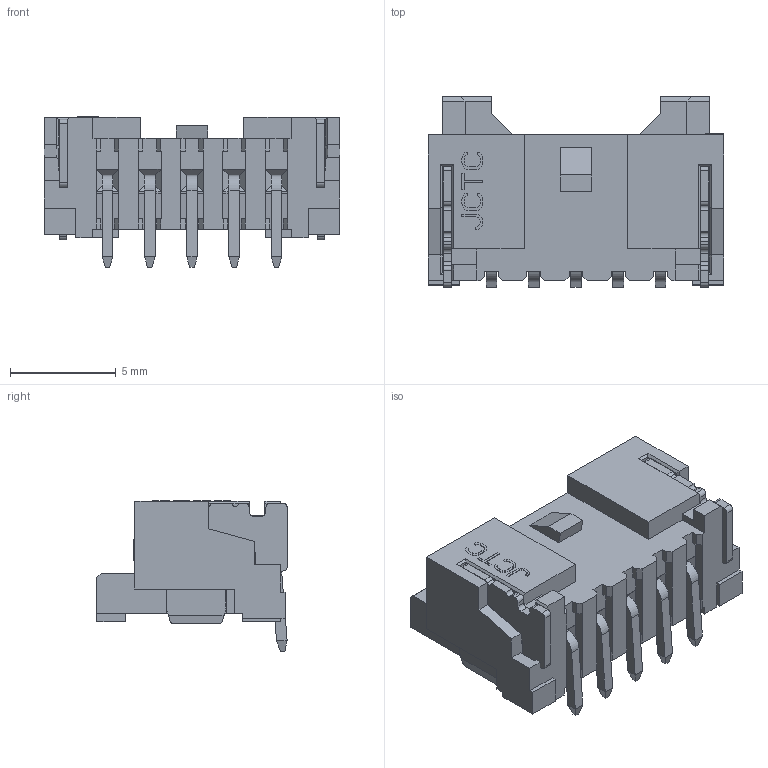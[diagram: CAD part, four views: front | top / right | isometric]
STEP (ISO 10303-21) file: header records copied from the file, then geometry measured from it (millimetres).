
FILE_DESCRIPTION(/* description */ (''),/* implementation_level */ '2;1');
FILE_NAME(/* name */ '12002W00-5P-SA-XX.stp',/* time_stamp */ '2017-12-11T11:33:02+08:00',/* author */ (''),/* organization */ (''),/* preprocessor_version */ 'ST-DEVELOPER v15',/* originating_system */ 'SIEMENS PLM Software NX 8.5',/* authorisation */ '');
FILE_SCHEMA (('CONFIG_CONTROL_DESIGN'));
Length unit declared in the file: millimetre
Products named in the file (5): 12002B00-6P-SA_; 12002M9B; PRT0001; 12002W00-SA-PIN; 12002W00-5P-SA-XX_stp
Assembly tree (8 placements, depth 2):
  12002W00-5P-SA-XX_stp
    12002W00-SA-PIN  x5
    PRT0001
    12002M9B
    12002B00-6P-SA_
Bounding box: 14 x 9 x 7.13 mm (x, y, z)
Volume: 327.4 mm3; surface area: 917.4 mm2
Topology: 8 solids, 8 shells, 621 faces, 1715 edges, 1110 vertices
Faces by surface type: plane 561, cylinder 60
Entity records: 17973 total; most frequent: CARTESIAN_POINT 3095, ORIENTED_EDGE 3078, DIRECTION 2759, EDGE_CURVE 1539, LINE 1435, VECTOR 1435, VERTEX_POINT 998, AXIS2_PLACEMENT_3D 662
